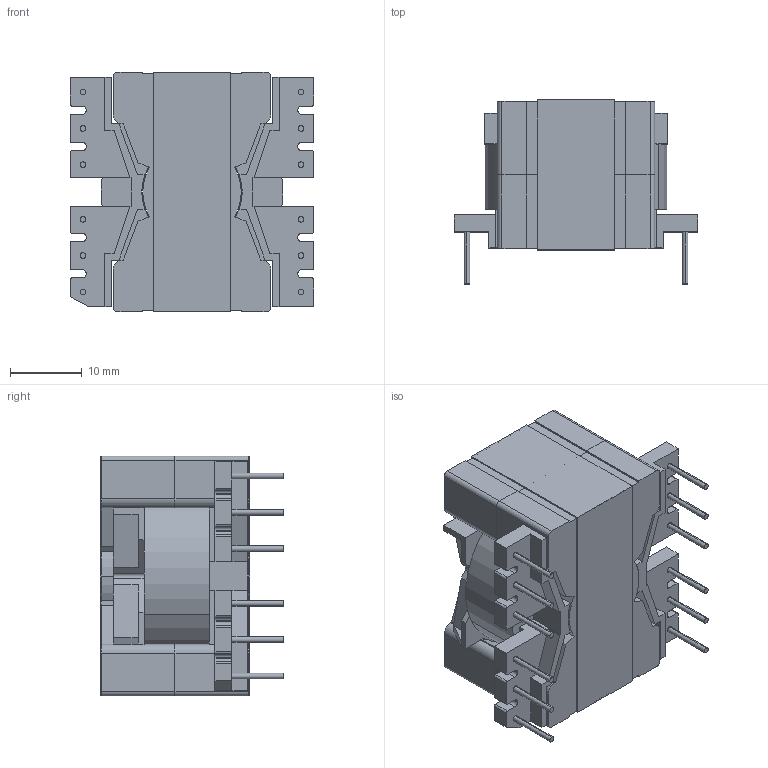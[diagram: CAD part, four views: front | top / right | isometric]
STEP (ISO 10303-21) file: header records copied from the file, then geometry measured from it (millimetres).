
FILE_DESCRIPTION (( 'STEP AP214' ), '1' );
FILE_NAME ('PQ3220_5050.STEP', '2019-02-01T14:34:15', ( '' ), ( '' ), 'SwSTEP 2.0', 'SolidWorks 2017', '' );
FILE_SCHEMA (( 'AUTOMOTIVE_DESIGN' ));
Length unit declared in the file: millimetre
Products named in the file (5): 440-8112-2449; 150-2449_6B; 070-5050_coil; 070-5050_6G; PQ3220_5050
Assembly tree (5 placements, depth 2):
  PQ3220_5050
    070-5050_6G
    070-5050_coil
    150-2449_6B  x2
    440-8112-2449
Bounding box: 34 x 25.67 x 33.5 mm (x, y, z)
Volume: 15002.5 mm3; surface area: 14014.8 mm2
Topology: 5 solids, 5 shells, 313 faces, 859 edges, 568 vertices
Faces by surface type: plane 218, cylinder 95
Entity records: 9123 total; most frequent: CARTESIAN_POINT 1502, ORIENTED_EDGE 1474, DIRECTION 1469, EDGE_CURVE 737, LINE 559, VECTOR 559, VERTEX_POINT 488, AXIS2_PLACEMENT_3D 455
